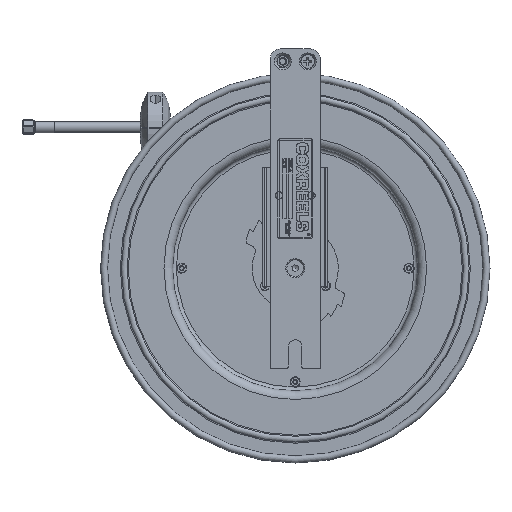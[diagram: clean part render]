
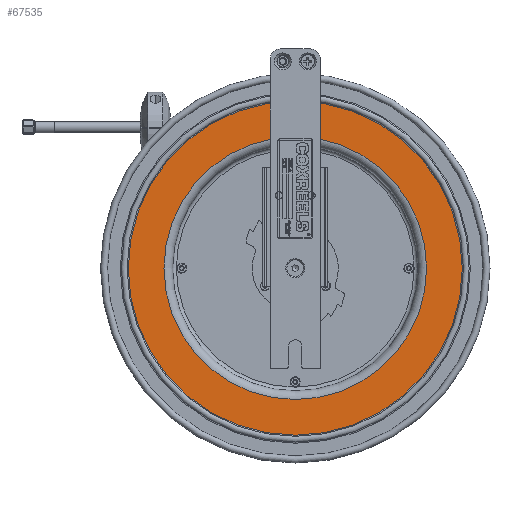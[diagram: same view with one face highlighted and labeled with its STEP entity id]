
A CAD part, top view. The second image highlights one B-rep face of the part: STEP entity #67535.
In plain terms, the highlighted planar face has unit normal (0, 0, 1).
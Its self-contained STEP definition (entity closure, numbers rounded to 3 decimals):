
#396=FACE_BOUND('',#11209,.T.);
#2274=PLANE('',#71822);
#8203=FACE_OUTER_BOUND('',#11208,.T.);
#11208=EDGE_LOOP('',(#61763,#61764));
#11209=EDGE_LOOP('',(#61765,#61766));
#26073=CIRCLE('',#71819,6.575);
#26074=CIRCLE('',#71820,6.575);
#26076=CIRCLE('',#71823,8.363);
#26077=CIRCLE('',#71824,8.363);
#34349=VERTEX_POINT('',#136656);
#34350=VERTEX_POINT('',#136657);
#34351=VERTEX_POINT('',#136662);
#34352=VERTEX_POINT('',#136663);
#45472=EDGE_CURVE('',#34349,#34350,#26073,.T.);
#45473=EDGE_CURVE('',#34350,#34349,#26074,.T.);
#45475=EDGE_CURVE('',#34351,#34352,#26076,.T.);
#45476=EDGE_CURVE('',#34352,#34351,#26077,.T.);
#61763=ORIENTED_EDGE('',*,*,#45475,.F.);
#61764=ORIENTED_EDGE('',*,*,#45476,.F.);
#61765=ORIENTED_EDGE('',*,*,#45472,.T.);
#61766=ORIENTED_EDGE('',*,*,#45473,.T.);
#67535=ADVANCED_FACE('',(#8203,#396),#2274,.T.);
#71819=AXIS2_PLACEMENT_3D('',#136658,#86256,#86257);
#71820=AXIS2_PLACEMENT_3D('',#136659,#86258,#86259);
#71822=AXIS2_PLACEMENT_3D('',#136661,#86262,#86263);
#71823=AXIS2_PLACEMENT_3D('',#136664,#86264,#86265);
#71824=AXIS2_PLACEMENT_3D('',#136665,#86266,#86267);
#86256=DIRECTION('center_axis',(0.,0.,
-1.));
#86257=DIRECTION('ref_axis',(-1.,0.,0.));
#86258=DIRECTION('center_axis',(0.,0.,
-1.));
#86259=DIRECTION('ref_axis',(-1.,0.,0.));
#86262=DIRECTION('center_axis',(0.,0.,
1.));
#86263=DIRECTION('ref_axis',(0.,1.,0.));
#86264=DIRECTION('center_axis',(0.,0.,
-1.));
#86265=DIRECTION('ref_axis',(-1.,0.,0.));
#86266=DIRECTION('center_axis',(0.,0.,
-1.));
#86267=DIRECTION('ref_axis',(-1.,0.,0.));
#136656=CARTESIAN_POINT('',(-6.575,-2.975,-0.87));
#136657=CARTESIAN_POINT('',(0.,3.6,-0.87));
#136658=CARTESIAN_POINT('Origin',(0.,-2.975,-0.87));
#136659=CARTESIAN_POINT('Origin',(0.,-2.975,-0.87));
#136661=CARTESIAN_POINT('Origin',(-7.469,-2.975,-0.87));
#136662=CARTESIAN_POINT('',(-8.363,-2.975,-0.87));
#136663=CARTESIAN_POINT('',(0.,5.388,-0.87));
#136664=CARTESIAN_POINT('Origin',(0.,-2.975,-0.87));
#136665=CARTESIAN_POINT('Origin',(0.,-2.975,-0.87));
